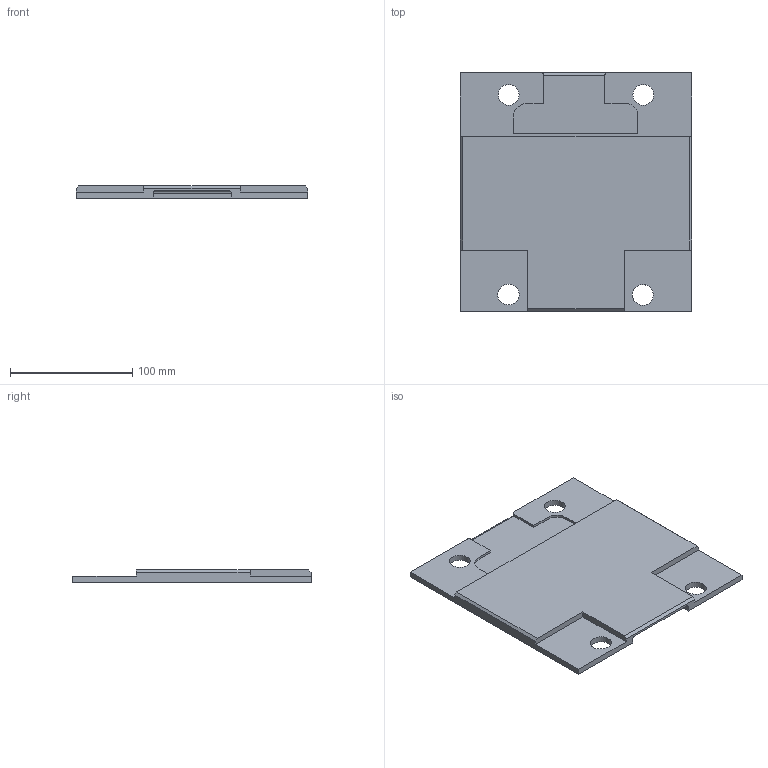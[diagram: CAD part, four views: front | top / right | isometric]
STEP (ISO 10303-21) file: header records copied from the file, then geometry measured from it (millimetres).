
FILE_DESCRIPTION(/* description */ (''),/* implementation_level */ '2;1');
FILE_NAME(/* name */ 'body_cover.stp',/* time_stamp */ '2017-08-21T11:34:46+09:00',/* author */ (''),/* organization */ (''),/* preprocessor_version */ 'ST-DEVELOPER v16.13',/* originating_system */ 'Autodesk Translation Framework v6.1.1.50',/* authorisation */ '');
FILE_SCHEMA (('AUTOMOTIVE_DESIGN { 1 0 10303 214 3 1 1 }'));
Length unit declared in the file: millimetre
Products named in the file (1): body_cover
Bounding box: 189 x 195 x 10 mm (x, y, z)
Volume: 192485.5 mm3; surface area: 82651.3 mm2
Topology: 1 solids, 1 shells, 69 faces, 185 edges, 118 vertices
Faces by surface type: plane 41, cylinder 26, bspline 2
Full cylindrical faces by diameter (mm): 17 x2
Entity records: 2207 total; most frequent: CARTESIAN_POINT 425, ORIENTED_EDGE 366, DIRECTION 359, EDGE_CURVE 183, LINE 143, VECTOR 143, VERTEX_POINT 118, AXIS2_PLACEMENT_3D 108
